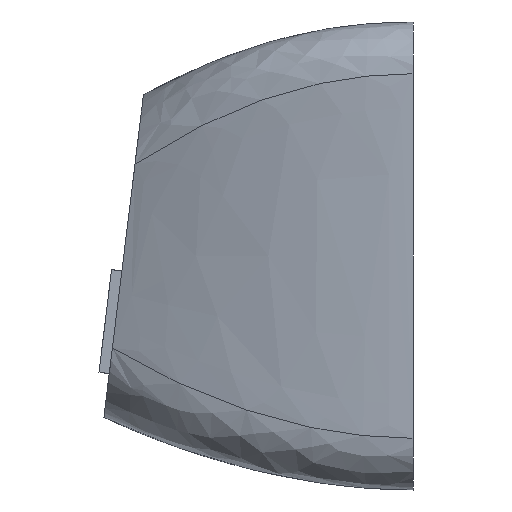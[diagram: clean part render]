
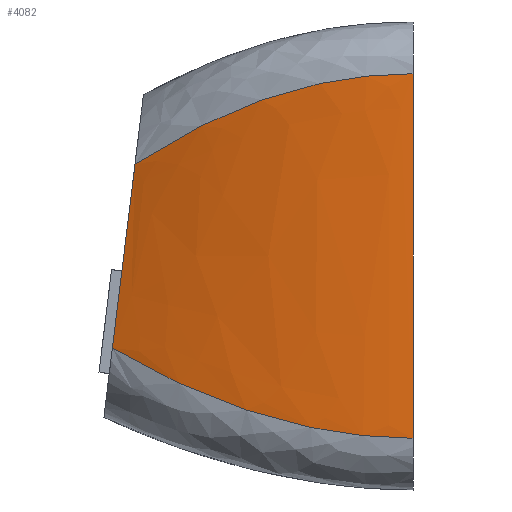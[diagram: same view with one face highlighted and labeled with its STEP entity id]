
A CAD part, left-side view. The second image highlights one B-rep face of the part: STEP entity #4082.
In plain terms, the highlighted free-form (B-spline) face has degree [3, 3] with [4, 4] control points.
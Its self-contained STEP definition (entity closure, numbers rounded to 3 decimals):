
#157=LINE('',#7477,#527);
#162=LINE('',#7498,#532);
#527=VECTOR('',#4559,10.);
#532=VECTOR('',#4576,10.);
#991=FACE_OUTER_BOUND('',#1219,.T.);
#1219=EDGE_LOOP('',(#3139,#3140,#3141,#3142));
#1498=B_SPLINE_CURVE_WITH_KNOTS('',3,(#7614,#7615,#7616,#7617),
 .UNSPECIFIED.,.F.,.F.,(4,4),(0.,1.),.UNSPECIFIED.);
#1499=B_SPLINE_CURVE_WITH_KNOTS('',3,(#7634,#7635,#7636,#7637),
 .UNSPECIFIED.,.F.,.F.,(4,4),(0.,1.),.UNSPECIFIED.);
#1753=VERTEX_POINT('',#7474);
#1754=VERTEX_POINT('',#7476);
#1763=VERTEX_POINT('',#7495);
#1764=VERTEX_POINT('',#7497);
#2245=EDGE_CURVE('',#1754,#1753,#157,.T.);
#2255=EDGE_CURVE('',#1763,#1764,#162,.T.);
#2263=EDGE_CURVE('',#1763,#1754,#1498,.T.);
#2264=EDGE_CURVE('',#1764,#1753,#1499,.T.);
#3139=ORIENTED_EDGE('',*,*,#2255,.F.);
#3140=ORIENTED_EDGE('',*,*,#2263,.T.);
#3141=ORIENTED_EDGE('',*,*,#2245,.T.);
#3142=ORIENTED_EDGE('',*,*,#2264,.F.);
#3932=B_SPLINE_SURFACE_WITH_KNOTS('',3,3,((#7618,#7619,#7620,#7621),(#7622,
#7623,#7624,#7625),(#7626,#7627,#7628,#7629),(#7630,#7631,#7632,#7633)),
 .UNSPECIFIED.,.F.,.F.,.F.,(4,4),(4,4),(0.,1.),(0.,1.),.UNSPECIFIED.);
#4082=ADVANCED_FACE('',(#991),#3932,.F.);
#4559=DIRECTION('',(0.,0.,1.));
#4576=DIRECTION('',(0.,-0.122,0.993));
#7474=CARTESIAN_POINT('',(0.,0.,16.1));
#7476=CARTESIAN_POINT('',(0.,0.,2.));
#7477=CARTESIAN_POINT('',(0.,0.,16.1));
#7495=CARTESIAN_POINT('',(2.7,11.625,5.494));
#7497=CARTESIAN_POINT('',(2.7,10.752,12.606));
#7498=CARTESIAN_POINT('',(2.7,10.752,12.606));
#7614=CARTESIAN_POINT('Ctrl Pts',(2.7,11.625,5.494));
#7615=CARTESIAN_POINT('Ctrl Pts',(0.9,7.75,3.165));
#7616=CARTESIAN_POINT('Ctrl Pts',(0.,3.73,
2.));
#7617=CARTESIAN_POINT('Ctrl Pts',(0.,0.,
2.));
#7618=CARTESIAN_POINT('Ctrl Pts',(2.7,11.625,5.494));
#7619=CARTESIAN_POINT('Ctrl Pts',(0.9,7.75,3.165));
#7620=CARTESIAN_POINT('Ctrl Pts',(0.,3.73,
2.));
#7621=CARTESIAN_POINT('Ctrl Pts',(0.,0.,
2.));
#7622=CARTESIAN_POINT('Ctrl Pts',(2.7,11.453,6.897));
#7623=CARTESIAN_POINT('Ctrl Pts',(0.939,7.635,4.8));
#7624=CARTESIAN_POINT('Ctrl Pts',(0.,3.73,
3.047));
#7625=CARTESIAN_POINT('Ctrl Pts',(0.,0.,
3.047));
#7626=CARTESIAN_POINT('Ctrl Pts',(2.7,10.924,11.203));
#7627=CARTESIAN_POINT('Ctrl Pts',(0.939,7.283,13.3));
#7628=CARTESIAN_POINT('Ctrl Pts',(0.,3.73,
15.053));
#7629=CARTESIAN_POINT('Ctrl Pts',(0.,0.,
15.053));
#7630=CARTESIAN_POINT('Ctrl Pts',(2.7,10.752,12.606));
#7631=CARTESIAN_POINT('Ctrl Pts',(0.9,7.168,14.935));
#7632=CARTESIAN_POINT('Ctrl Pts',(0.,3.73,
16.1));
#7633=CARTESIAN_POINT('Ctrl Pts',(0.,0.,
16.1));
#7634=CARTESIAN_POINT('Ctrl Pts',(2.7,10.752,12.606));
#7635=CARTESIAN_POINT('Ctrl Pts',(0.9,7.168,14.935));
#7636=CARTESIAN_POINT('Ctrl Pts',(0.,3.73,16.1));
#7637=CARTESIAN_POINT('Ctrl Pts',(0.,0.,16.1));
